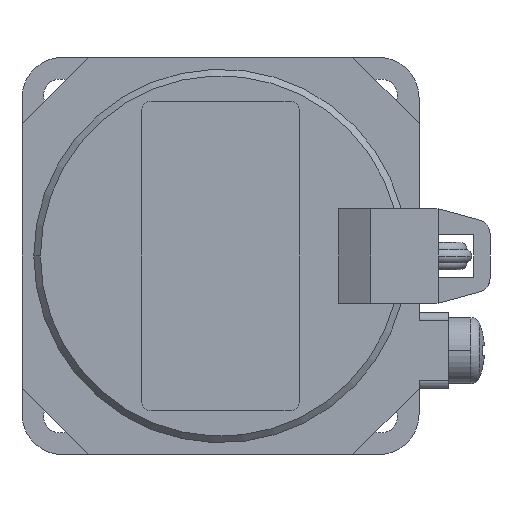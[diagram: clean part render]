
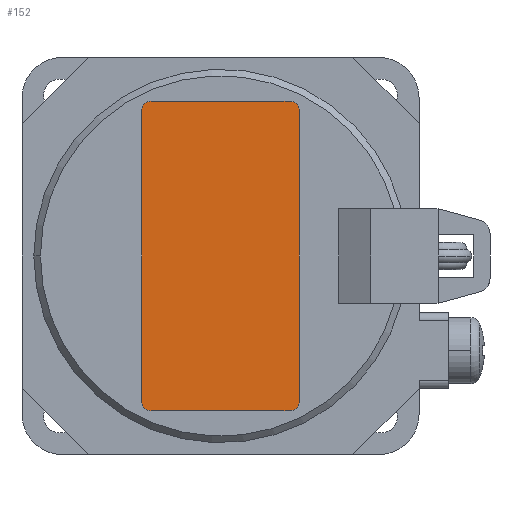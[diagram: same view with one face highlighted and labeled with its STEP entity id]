
A CAD part, left-side view. The second image highlights one B-rep face of the part: STEP entity #152.
In plain terms, the highlighted planar face has unit normal (-1, 0, 0).
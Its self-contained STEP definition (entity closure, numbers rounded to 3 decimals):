
#152 = ADVANCED_FACE( '', ( #381 ), #382, .T. );
#381 = FACE_OUTER_BOUND( '', #683, .T. );
#382 = PLANE( '', #684 );
#683 = EDGE_LOOP( '', ( #1447, #1448, #1449, #1450, #1451, #1452, #1453, #1454 ) );
#684 = AXIS2_PLACEMENT_3D( '', #1455, #1456, #1457 );
#1447 = ORIENTED_EDGE( '', *, *, #2285, .T. );
#1448 = ORIENTED_EDGE( '', *, *, #2289, .T. );
#1449 = ORIENTED_EDGE( '', *, *, #2292, .T. );
#1450 = ORIENTED_EDGE( '', *, *, #2295, .T. );
#1451 = ORIENTED_EDGE( '', *, *, #2298, .T. );
#1452 = ORIENTED_EDGE( '', *, *, #2301, .T. );
#1453 = ORIENTED_EDGE( '', *, *, #2304, .T. );
#1454 = ORIENTED_EDGE( '', *, *, #2307, .T. );
#1455 = CARTESIAN_POINT( '', ( -59.9, 0., 0. ) );
#1456 = DIRECTION( '', ( -1., 0., 0. ) );
#1457 = DIRECTION( '', ( 0., 0., 1. ) );
#2285 = EDGE_CURVE( '', #2855, #2856, #2857, .T. );
#2289 = EDGE_CURVE( '', #2856, #2863, #2864, .T. );
#2292 = EDGE_CURVE( '', #2863, #2868, #2869, .T. );
#2295 = EDGE_CURVE( '', #2868, #2873, #2874, .T. );
#2298 = EDGE_CURVE( '', #2873, #2878, #2879, .T. );
#2301 = EDGE_CURVE( '', #2878, #2883, #2884, .T. );
#2304 = EDGE_CURVE( '', #2883, #2888, #2889, .T. );
#2307 = EDGE_CURVE( '', #2888, #2855, #2893, .T. );
#2855 = VERTEX_POINT( '', #3727 );
#2856 = VERTEX_POINT( '', #3728 );
#2857 = CIRCLE( '', #3729, 1. );
#2863 = VERTEX_POINT( '', #3737 );
#2864 = LINE( '', #3738, #3739 );
#2868 = VERTEX_POINT( '', #3745 );
#2869 = CIRCLE( '', #3746, 1. );
#2873 = VERTEX_POINT( '', #3751 );
#2874 = LINE( '', #3752, #3753 );
#2878 = VERTEX_POINT( '', #3759 );
#2879 = CIRCLE( '', #3760, 1. );
#2883 = VERTEX_POINT( '', #3765 );
#2884 = LINE( '', #3766, #3767 );
#2888 = VERTEX_POINT( '', #3773 );
#2889 = CIRCLE( '', #3774, 1. );
#2893 = LINE( '', #3779, #3780 );
#3727 = CARTESIAN_POINT( '', ( -59.9, -7.35, -16.35 ) );
#3728 = CARTESIAN_POINT( '', ( -59.9, -8.35, -15.35 ) );
#3729 = AXIS2_PLACEMENT_3D( '', #4500, #4501, #4502 );
#3737 = CARTESIAN_POINT( '', ( -59.9, -8.35, 15.35 ) );
#3738 = CARTESIAN_POINT( '', ( -59.9, -8.35, -15.35 ) );
#3739 = VECTOR( '', #4508, 1. );
#3745 = CARTESIAN_POINT( '', ( -59.9, -7.35, 16.35 ) );
#3746 = AXIS2_PLACEMENT_3D( '', #4511, #4512, #4513 );
#3751 = CARTESIAN_POINT( '', ( -59.9, 7.35, 16.35 ) );
#3752 = CARTESIAN_POINT( '', ( -59.9, -7.35, 16.35 ) );
#3753 = VECTOR( '', #4518, 1. );
#3759 = CARTESIAN_POINT( '', ( -59.9, 8.35, 15.35 ) );
#3760 = AXIS2_PLACEMENT_3D( '', #4521, #4522, #4523 );
#3765 = CARTESIAN_POINT( '', ( -59.9, 8.35, -15.35 ) );
#3766 = CARTESIAN_POINT( '', ( -59.9, 8.35, 15.35 ) );
#3767 = VECTOR( '', #4528, 1. );
#3773 = CARTESIAN_POINT( '', ( -59.9, 7.35, -16.35 ) );
#3774 = AXIS2_PLACEMENT_3D( '', #4531, #4532, #4533 );
#3779 = CARTESIAN_POINT( '', ( -59.9, 7.35, -16.35 ) );
#3780 = VECTOR( '', #4538, 1. );
#4500 = CARTESIAN_POINT( '', ( -59.9, -7.35, -15.35 ) );
#4501 = DIRECTION( '', ( -1., 0., 0. ) );
#4502 = DIRECTION( '', ( 0., 0., -1. ) );
#4508 = DIRECTION( '', ( 0., 0., 1. ) );
#4511 = CARTESIAN_POINT( '', ( -59.9, -7.35, 15.35 ) );
#4512 = DIRECTION( '', ( -1., 0., 0. ) );
#4513 = DIRECTION( '', ( 0., -1., 0. ) );
#4518 = DIRECTION( '', ( 0., 1., 0. ) );
#4521 = CARTESIAN_POINT( '', ( -59.9, 7.35, 15.35 ) );
#4522 = DIRECTION( '', ( -1., 0., 0. ) );
#4523 = DIRECTION( '', ( 0., 0., 1. ) );
#4528 = DIRECTION( '', ( 0., 0., -1. ) );
#4531 = CARTESIAN_POINT( '', ( -59.9, 7.35, -15.35 ) );
#4532 = DIRECTION( '', ( -1., 0., 0. ) );
#4533 = DIRECTION( '', ( 0., 1., 0. ) );
#4538 = DIRECTION( '', ( 0., -1., 0. ) );
